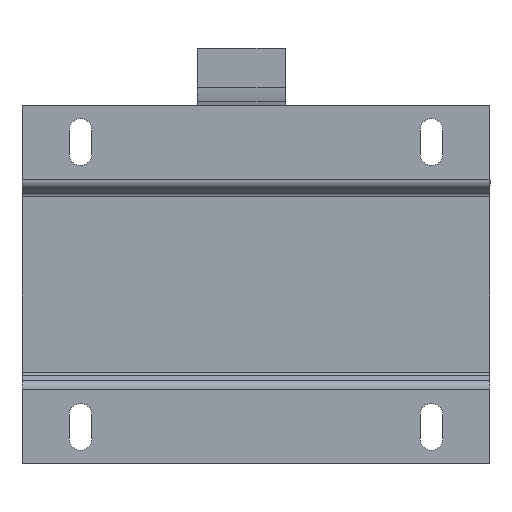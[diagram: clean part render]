
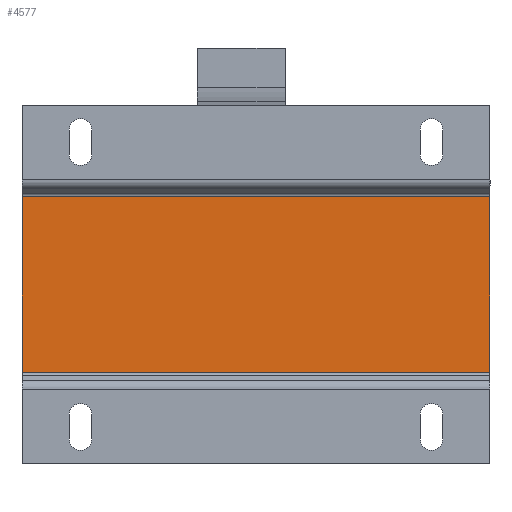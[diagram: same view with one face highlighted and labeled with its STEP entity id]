
A CAD part, front view. The second image highlights one B-rep face of the part: STEP entity #4577.
In plain terms, the highlighted planar face has unit normal (0, -1, 0).
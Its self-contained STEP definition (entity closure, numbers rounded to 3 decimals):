
#105 = VECTOR ( 'NONE', #3682, 1000. ) ;
#151 = VERTEX_POINT ( 'NONE', #4367 ) ;
#212 = DIRECTION ( 'NONE',  ( 1., 0., 0. ) ) ;
#333 = VECTOR ( 'NONE', #1125, 1000. ) ;
#384 = ORIENTED_EDGE ( 'NONE', *, *, #5005, .F. ) ;
#425 = CARTESIAN_POINT ( 'NONE',  ( 60., -51.5, 46. ) ) ;
#488 = EDGE_LOOP ( 'NONE', ( #2195, #2759, #1958, #384 ) ) ;
#707 = DIRECTION ( 'NONE',  ( -1., 0., 0. ) ) ;
#740 = VECTOR ( 'NONE', #4999, 1000. ) ;
#877 = LINE ( 'NONE', #425, #740 ) ;
#906 = AXIS2_PLACEMENT_3D ( 'NONE', #3853, #4321, #212 ) ;
#948 = CARTESIAN_POINT ( 'NONE',  ( 60., -51.5, -22.5 ) ) ;
#950 = EDGE_CURVE ( 'Defeature ausgef�hrt1_110+Defeature ausgef�hrt1_103+Defeature ausgef�hrt1_113+Defeature ausgef�hrt1_111', #151, #5972, #4287, .T. ) ;
#1014 = CARTESIAN_POINT ( 'NONE',  ( -60., -51.5, 22.5 ) ) ;
#1125 = DIRECTION ( 'NONE',  ( -1., 0., 0. ) ) ;
#1181 = CARTESIAN_POINT ( 'NONE',  ( 0., -51.5, 22.5 ) ) ;
#1958 = ORIENTED_EDGE ( 'NONE', *, *, #950, .T. ) ;
#2195 = ORIENTED_EDGE ( 'NONE', *, *, #4496, .F. ) ;
#2540 = VERTEX_POINT ( 'NONE', #3605 ) ;
#2759 = ORIENTED_EDGE ( 'NONE', *, *, #5749, .F. ) ;
#2972 = PLANE ( 'NONE',  #906 ) ;
#3234 = CARTESIAN_POINT ( 'NONE',  ( -60., -51.5, 46. ) ) ;
#3375 = CARTESIAN_POINT ( 'NONE',  ( 0., -51.5, -22.5 ) ) ;
#3422 = LINE ( 'NONE', #3375, #333 ) ;
#3605 = CARTESIAN_POINT ( 'NONE',  ( -60., -51.5, -22.5 ) ) ;
#3682 = DIRECTION ( 'NONE',  ( 0., 0., 1. ) ) ;
#3853 = CARTESIAN_POINT ( 'NONE',  ( 0., -51.5, 0. ) ) ;
#4287 = LINE ( 'NONE', #1181, #5374 ) ;
#4321 = DIRECTION ( 'NONE',  ( 0., 1., 0. ) ) ;
#4367 = CARTESIAN_POINT ( 'NONE',  ( 60., -51.5, 22.5 ) ) ;
#4496 = EDGE_CURVE ( 'Defeature ausgef�hrt1_90+Defeature ausgef�hrt1_110+Defeature ausgef�hrt1_92+Defeature ausgef�hrt1_91', #5927, #2540, #3422, .T. ) ;
#4577 = ADVANCED_FACE ( 'Defeature ausgef�hrt1_110', ( #5658 ), #2972, .F. ) ;
#4999 = DIRECTION ( 'NONE',  ( 0., 0., -1. ) ) ;
#5005 = EDGE_CURVE ( 'Defeature ausgef�hrt1_111+Defeature ausgef�hrt1_110+Defeature ausgef�hrt1_91+Defeature ausgef�hrt1_104', #2540, #5972, #5829, .T. ) ;
#5374 = VECTOR ( 'NONE', #707, 1000. ) ;
#5658 = FACE_OUTER_BOUND ( 'NONE', #488, .T. ) ;
#5749 = EDGE_CURVE ( 'Defeature ausgef�hrt1_113+Defeature ausgef�hrt1_110+Defeature ausgef�hrt1_105+Defeature ausgef�hrt1_92', #151, #5927, #877, .T. ) ;
#5829 = LINE ( 'NONE', #3234, #105 ) ;
#5927 = VERTEX_POINT ( 'NONE', #948 ) ;
#5972 = VERTEX_POINT ( 'NONE', #1014 ) ;
